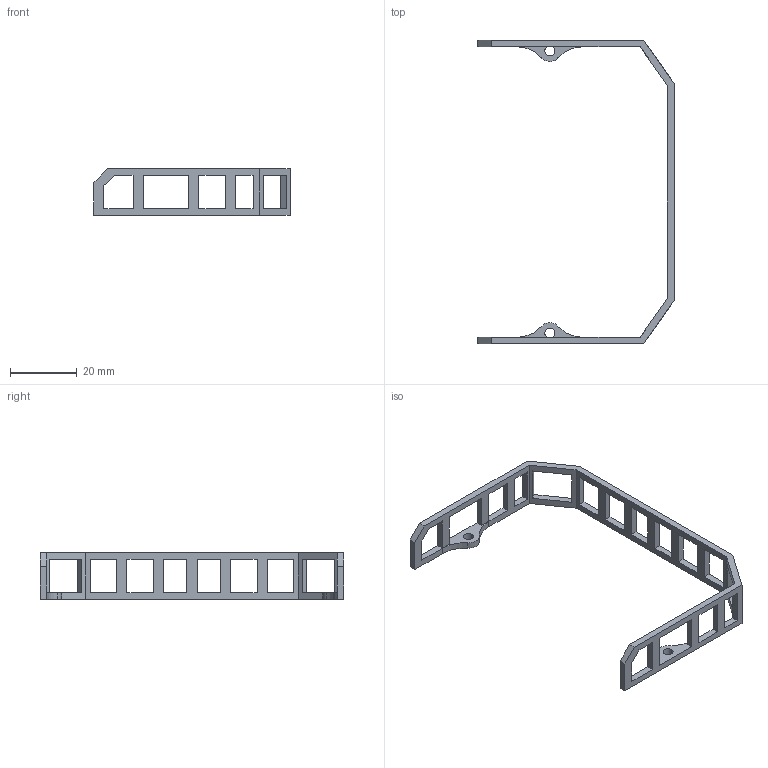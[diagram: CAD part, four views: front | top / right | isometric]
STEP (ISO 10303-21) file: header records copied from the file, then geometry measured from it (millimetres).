
FILE_DESCRIPTION (( 'STEP AP203' ), '1' );
FILE_NAME ('29.) Guardrail.STEP', '2024-04-05T15:32:58', ( '' ), ( '' ), 'SwSTEP 2.0', 'SolidWorks 2024', '' );
FILE_SCHEMA (( 'CONFIG_CONTROL_DESIGN' ));
Length unit declared in the file: millimetre
Products named in the file (1): 29.) Guardrail
Bounding box: 58.63 x 90.83 x 14 mm (x, y, z)
Volume: 2667.9 mm3; surface area: 4727.2 mm2
Topology: 1 solids, 1 shells, 92 faces, 276 edges, 180 vertices
Faces by surface type: plane 82, cylinder 10
Entity records: 3193 total; most frequent: ORIENTED_EDGE 552, CARTESIAN_POINT 549, DIRECTION 482, EDGE_CURVE 276, LINE 256, VECTOR 256, VERTEX_POINT 180, EDGE_LOOP 122
